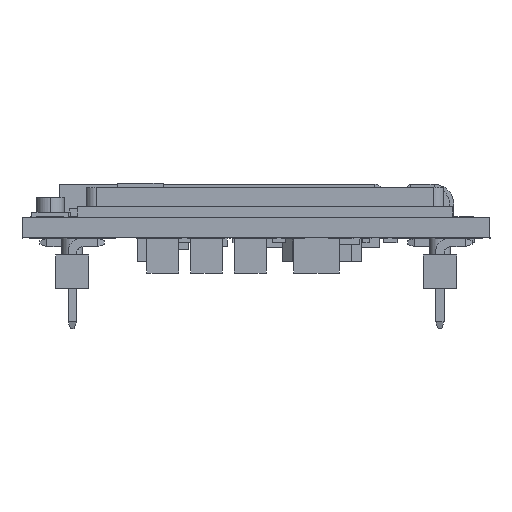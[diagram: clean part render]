
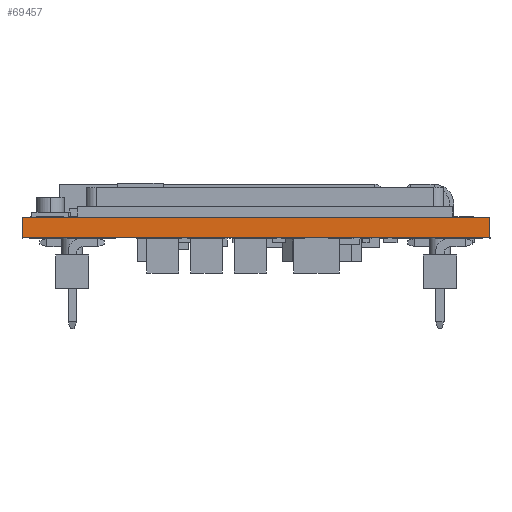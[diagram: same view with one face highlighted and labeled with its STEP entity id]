
A CAD part, left-side view. The second image highlights one B-rep face of the part: STEP entity #69457.
In plain terms, the highlighted planar face has unit normal (-1, 0, 0).
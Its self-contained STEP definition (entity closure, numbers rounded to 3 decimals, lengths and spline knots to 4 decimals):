
#1298 = CARTESIAN_POINT ( 'NONE',  ( -0.0003, 1.4, 0. ) ) ;
#1304 = CARTESIAN_POINT ( 'NONE',  ( -0.0003, 0., 0. ) ) ;
#1542 = LINE ( 'NONE', #1544, #119646 ) ;
#1544 = CARTESIAN_POINT ( 'NONE',  ( -0.0003, 1.4, -0.062 ) ) ;
#1545 = DIRECTION ( 'NONE',  ( 0., -1., 0. ) ) ;
#22801 = VERTEX_POINT ( 'NONE', #1298 ) ;
#22830 = VERTEX_POINT ( 'NONE', #1304 ) ;
#30650 = CARTESIAN_POINT ( 'NONE',  ( -0.0003, 1.4, -0.062 ) ) ;
#30678 = CARTESIAN_POINT ( 'NONE',  ( -0.0003, 0., -0.062 ) ) ;
#60396 = CARTESIAN_POINT ( 'NONE',  ( -0.0003, 1.4, -0.062 ) ) ;
#60404 = FACE_OUTER_BOUND ( 'NONE', #109515, .T. ) ;
#60405 = PLANE ( 'NONE',  #113953 ) ;
#60407 = DIRECTION ( 'NONE',  ( -1., 0., 0. ) ) ;
#60408 = DIRECTION ( 'NONE',  ( 0., 0., 1. ) ) ;
#61610 = ORIENTED_EDGE ( 'NONE', *, *, #70781, .F. ) ;
#61611 = ORIENTED_EDGE ( 'NONE', *, *, #85702, .F. ) ;
#61612 = ORIENTED_EDGE ( 'NONE', *, *, #92340, .T. ) ;
#61613 = ORIENTED_EDGE ( 'NONE', *, *, #85703, .T. ) ;
#69457 = ADVANCED_FACE ( 'NONE', ( #60404 ), #60405, .T. ) ;
#70781 = EDGE_CURVE ( 'NONE', #22801, #22830, #75573, .T. ) ;
#73268 = VECTOR ( 'NONE', #75583, 39.3701 ) ;
#75573 = LINE ( 'NONE', #75581, #73268 ) ;
#75581 = CARTESIAN_POINT ( 'NONE',  ( -0.0003, 1.4, 0. ) ) ;
#75583 = DIRECTION ( 'NONE',  ( 0., -1., 0. ) ) ;
#78887 = VECTOR ( 'NONE', #81950, 39.3701 ) ;
#78897 = VECTOR ( 'NONE', #81943, 39.3701 ) ;
#81785 = LINE ( 'NONE', #81945, #78887 ) ;
#81937 = LINE ( 'NONE', #81941, #78897 ) ;
#81941 = CARTESIAN_POINT ( 'NONE',  ( -0.0003, 1.4, -0.062 ) ) ;
#81943 = DIRECTION ( 'NONE',  ( 0., 0., 1. ) ) ;
#81945 = CARTESIAN_POINT ( 'NONE',  ( -0.0003, 0., -0.062 ) ) ;
#81950 = DIRECTION ( 'NONE',  ( 0., 0., 1. ) ) ;
#85702 = EDGE_CURVE ( 'NONE', #104203, #22801, #81937, .T. ) ;
#85703 = EDGE_CURVE ( 'NONE', #104231, #22830, #81785, .T. ) ;
#92340 = EDGE_CURVE ( 'NONE', #104203, #104231, #1542, .T. ) ;
#104203 = VERTEX_POINT ( 'NONE', #30650 ) ;
#104231 = VERTEX_POINT ( 'NONE', #30678 ) ;
#109515 = EDGE_LOOP ( 'NONE', ( #61610, #61611, #61612, #61613 ) ) ;
#113953 = AXIS2_PLACEMENT_3D ( 'NONE', #60396, #60407, #60408 ) ;
#119646 = VECTOR ( 'NONE', #1545, 39.3701 ) ;
